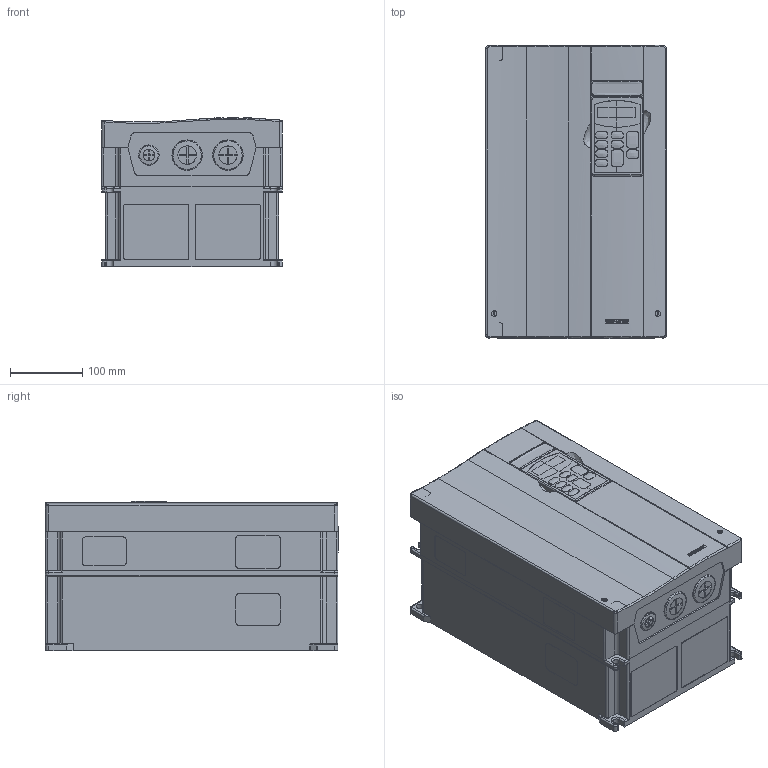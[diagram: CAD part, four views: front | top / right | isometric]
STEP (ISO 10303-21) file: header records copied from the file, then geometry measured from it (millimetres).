
FILE_DESCRIPTION (( 'STEP AP214' ), '1' );
FILE_NAME ('GS3-4025.step', '2014-07-21T20:33:33', ( '' ), ( '' ), 'SwSTEP 2.0', 'SolidWorks 2013', '' );
FILE_SCHEMA (( 'AUTOMOTIVE_DESIGN' ));
Length unit declared in the file: inch
Products named in the file (1): GS3-4025
Bounding box: 249.94 x 404.83 x 206.17 mm (x, y, z)
Volume: 19639725.1 mm3; surface area: 579331.6 mm2
Topology: 1 solids, 1 shells, 1004 faces, 2650 edges, 1712 vertices
Faces by surface type: plane 503, cylinder 253, bspline 181, torus 53, cone 8, sphere 6
Entity records: 57813 total; most frequent: CARTESIAN_POINT 23370, ORIENTED_EDGE 5292, DIRECTION 4292, EDGE_CURVE 2646, VERTEX_POINT 1712, VECTOR 1602, LINE 1602, AXIS2_PLACEMENT_3D 1345
